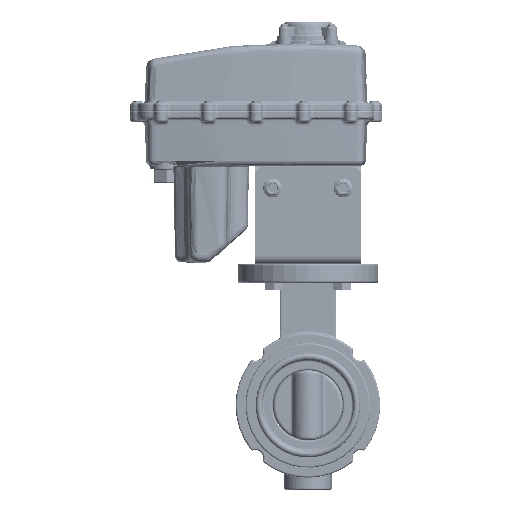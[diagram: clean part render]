
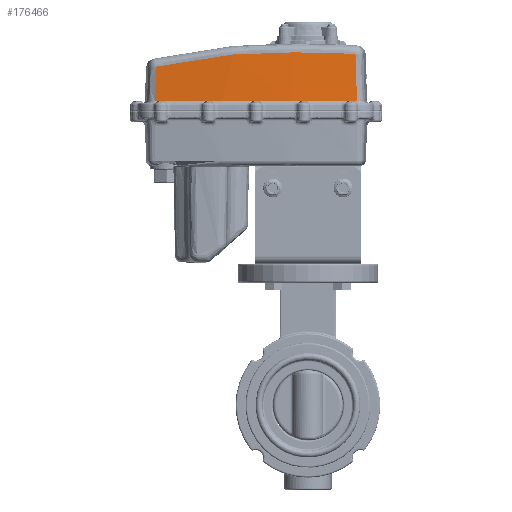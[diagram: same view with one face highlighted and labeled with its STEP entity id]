
A CAD part, top view. The second image highlights one B-rep face of the part: STEP entity #176466.
In plain terms, the highlighted conical face has half-angle 2 degrees and reference radius 762 mm.
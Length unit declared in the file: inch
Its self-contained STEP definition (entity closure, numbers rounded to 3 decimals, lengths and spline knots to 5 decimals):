
#647 = CARTESIAN_POINT ( 'NONE',  ( 1.54762, 1.69675, -1.74628 ) ) ;
#2094 = CARTESIAN_POINT ( 'NONE',  ( 4.31396, 1.3131, -1.61931 ) ) ;
#2462 = CARTESIAN_POINT ( 'NONE',  ( 2.12764, 1.65999, -1.73492 ) ) ;
#4943 = DIRECTION ( 'NONE',  ( 0., -1., 0. ) ) ;
#6462 = B_SPLINE_CURVE_WITH_KNOTS ( 'NONE', 3,
 ( #126285, #41995, #83677, #164500, #65420, #121011, #8049 ),
 .UNSPECIFIED., .F., .F.,
 ( 4, 3, 4 ),
 ( 0., 0.01418, 0.02485 ),
 .UNSPECIFIED. ) ;
#6525 = EDGE_CURVE ( 'NONE', #125955, #163305, #135119, .T. ) ;
#8049 = CARTESIAN_POINT ( 'NONE',  ( 4.34552, 0.3358, -1.65057 ) ) ;
#14283 = CARTESIAN_POINT ( 'NONE',  ( -1.38233, 0.74451, -1.6375 ) ) ;
#16056 = VERTEX_POINT ( 'NONE', #76766 ) ;
#23040 = ORIENTED_EDGE ( 'NONE', *, *, #125761, .T. ) ;
#27948 = DIRECTION ( 'NONE',  ( 0., 1., 0. ) ) ;
#28998 = VERTEX_POINT ( 'NONE', #2094 ) ;
#29358 = CARTESIAN_POINT ( 'NONE',  ( 0.096, 1.72171, -1.70951 ) ) ;
#31317 = CARTESIAN_POINT ( 'NONE',  ( -1.3521, 1.67996, -1.60757 ) ) ;
#33849 = EDGE_CURVE ( 'NONE', #163305, #79834, #108278, .T. ) ;
#36667 = CARTESIAN_POINT ( 'NONE',  ( 3.95035, 1.37079, -1.6519 ) ) ;
#41279 = ORIENTED_EDGE ( 'NONE', *, *, #33849, .T. ) ;
#41995 = CARTESIAN_POINT ( 'NONE',  ( 4.31997, 1.12716, -1.62526 ) ) ;
#48430 = DIRECTION ( 'NONE',  ( 0., 0., -1. ) ) ;
#52392 = CARTESIAN_POINT ( 'NONE',  ( 2.49263, 1.60208, -1.72898 ) ) ;
#57744 = CARTESIAN_POINT ( 'NONE',  ( -1.36786, 1.19257, -1.62317 ) ) ;
#58030 = CARTESIAN_POINT ( 'NONE',  ( -1.3521, 1.67996, -1.60757 ) ) ;
#62595 = CARTESIAN_POINT ( 'NONE',  ( 4.31396, 1.3131, -1.61931 ) ) ;
#65420 = CARTESIAN_POINT ( 'NONE',  ( 4.3365, 0.61546, -1.64163 ) ) ;
#69107 = AXIS2_PLACEMENT_3D ( 'NONE', #175282, #4943, #48430 ) ;
#70758 = CARTESIAN_POINT ( 'NONE',  ( -1.37573, 0.94887, -1.63096 ) ) ;
#74666 = CARTESIAN_POINT ( 'NONE',  ( 0.96721, 1.71676, -1.74138 ) ) ;
#76766 = CARTESIAN_POINT ( 'NONE',  ( 4.34552, 0.3358, -1.65057 ) ) ;
#77131 = FACE_OUTER_BOUND ( 'NONE', #87849, .T. ) ;
#79834 = VERTEX_POINT ( 'NONE', #176857 ) ;
#83677 = CARTESIAN_POINT ( 'NONE',  ( 4.32598, 0.94122, -1.63121 ) ) ;
#84415 = CARTESIAN_POINT ( 'NONE',  ( 1.475, 0.3358, 28.2 ) ) ;
#85535 = CARTESIAN_POINT ( 'NONE',  ( -1.39552, 0.3358, -1.65057 ) ) ;
#86435 = CARTESIAN_POINT ( 'NONE',  ( -1.38893, 0.54016, -1.64404 ) ) ;
#87849 = EDGE_LOOP ( 'NONE', ( #110038, #162787, #97873, #41279, #23040 ) ) ;
#89486 = CARTESIAN_POINT ( 'NONE',  ( -0.77371, 1.70579, -1.65728 ) ) ;
#92886 = EDGE_CURVE ( 'NONE', #28998, #16056, #6462, .T. ) ;
#97873 = ORIENTED_EDGE ( 'NONE', *, *, #6525, .T. ) ;
#108278 = B_SPLINE_CURVE_WITH_KNOTS ( 'NONE', 3,
 ( #58030, #127516, #89486, #145957, #29358, #74666, #647, #2462 ),
 .UNSPECIFIED., .F., .F.,
 ( 4, 2, 2, 4 ),
 ( 0., 0.02213, 0.04426, 0.08853 ),
 .UNSPECIFIED. ) ;
#109060 = B_SPLINE_CURVE_WITH_KNOTS ( 'NONE', 3,
 ( #151443, #52392, #178315, #163496, #36667, #62595 ),
 .UNSPECIFIED., .F., .F.,
 ( 4, 2, 4 ),
 ( 0., 0.02816, 0.05633 ),
 .UNSPECIFIED. ) ;
#109401 = CARTESIAN_POINT ( 'NONE',  ( -1.3521, 1.67996, -1.60757 ) ) ;
#110038 = ORIENTED_EDGE ( 'NONE', *, *, #92886, .T. ) ;
#113564 = CONICAL_SURFACE ( 'NONE', #69107, 30., 0.035 ) ;
#114268 = CARTESIAN_POINT ( 'NONE',  ( -1.35998, 1.43626, -1.61537 ) ) ;
#121011 = CARTESIAN_POINT ( 'NONE',  ( 4.34101, 0.47563, -1.6461 ) ) ;
#123791 = EDGE_CURVE ( 'NONE', #16056, #125955, #126840, .T. ) ;
#125761 = EDGE_CURVE ( 'NONE', #79834, #28998, #109060, .T. ) ;
#125955 = VERTEX_POINT ( 'NONE', #157380 ) ;
#126285 = CARTESIAN_POINT ( 'NONE',  ( 4.31396, 1.3131, -1.61931 ) ) ;
#126840 = CIRCLE ( 'NONE', #179706, 29.98827 ) ;
#127516 = CARTESIAN_POINT ( 'NONE',  ( -1.06309, 1.69495, -1.63445 ) ) ;
#135119 = B_SPLINE_CURVE_WITH_KNOTS ( 'NONE', 3,
 ( #85535, #86435, #14283, #70758, #57744, #114268, #109401 ),
 .UNSPECIFIED., .F., .F.,
 ( 4, 3, 4 ),
 ( 0.00854, 0.02413, 0.04272 ),
 .UNSPECIFIED. ) ;
#145957 = CARTESIAN_POINT ( 'NONE',  ( -0.1942, 1.71918, -1.69481 ) ) ;
#151443 = CARTESIAN_POINT ( 'NONE',  ( 2.12764, 1.65999, -1.73492 ) ) ;
#157380 = CARTESIAN_POINT ( 'NONE',  ( -1.39552, 0.3358, -1.65057 ) ) ;
#157483 = DIRECTION ( 'NONE',  ( 0., 0., 1. ) ) ;
#162787 = ORIENTED_EDGE ( 'NONE', *, *, #123791, .T. ) ;
#163305 = VERTEX_POINT ( 'NONE', #31317 ) ;
#163496 = CARTESIAN_POINT ( 'NONE',  ( 3.58633, 1.42855, -1.67783 ) ) ;
#164500 = CARTESIAN_POINT ( 'NONE',  ( 4.33198, 0.75529, -1.63716 ) ) ;
#175282 = CARTESIAN_POINT ( 'NONE',  ( 1.475, 0., 28.2 ) ) ;
#176466 = ADVANCED_FACE ( 'NONE', ( #77131 ), #113564, .T. ) ;
#176857 = CARTESIAN_POINT ( 'NONE',  ( 2.12764, 1.65999, -1.73492 ) ) ;
#178315 = CARTESIAN_POINT ( 'NONE',  ( 2.85751, 1.54419, -1.71637 ) ) ;
#179706 = AXIS2_PLACEMENT_3D ( 'NONE', #84415, #27948, #157483 ) ;
